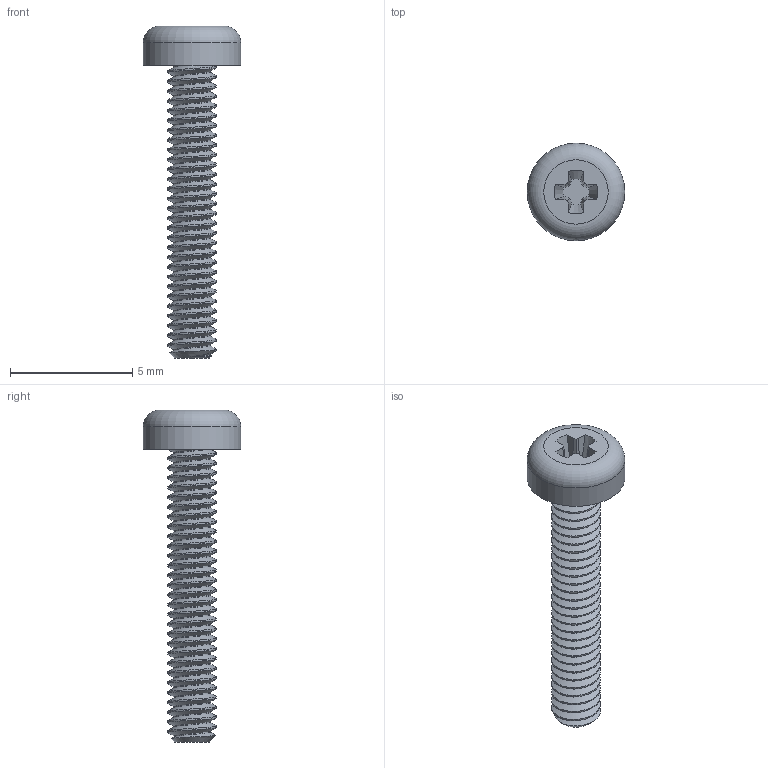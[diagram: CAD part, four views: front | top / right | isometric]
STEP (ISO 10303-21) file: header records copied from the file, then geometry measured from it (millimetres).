
FILE_DESCRIPTION(/* description */ ('STEP AP203'),/* implementation_level */ '2;1');
FILE_NAME(/* name */ 'screws_12mm_m2x0.4_ext.stp',/* time_stamp */ '2022-12-09T16:28:54+01:00',/* author */ ('Rik Ubaghs'),/* organization */ ('Microsoft'),/* preprocessor_version */ 'ST-DEVELOPER v18.1',/* originating_system */ 'Autodesk Inventor 2021',/* authorisation */ '');
FILE_SCHEMA (('AUTOMOTIVE_DESIGN { 1 0 10303 214 3 1 1 }'));
Length unit declared in the file: millimetre
Products named in the file (1): Bolts_12mm_M2x0.4_ext
Bounding box: 4 x 4 x 13.6 mm (x, y, z)
Volume: 46.4 mm3; surface area: 162 mm2
Topology: 1 solids, 1 shells, 90 faces, 262 edges, 176 vertices
Faces by surface type: cylinder 62, plane 20, cone 5, bspline 2, torus 1
Full cylindrical faces by diameter (mm): 1.484 x30, 2 x28, 4 x1
Entity records: 9570 total; most frequent: CARTESIAN_POINT 7454, ORIENTED_EDGE 524, DIRECTION 329, EDGE_CURVE 262, VERTEX_POINT 176, AXIS2_PLACEMENT_3D 112, LINE 105, VECTOR 105
